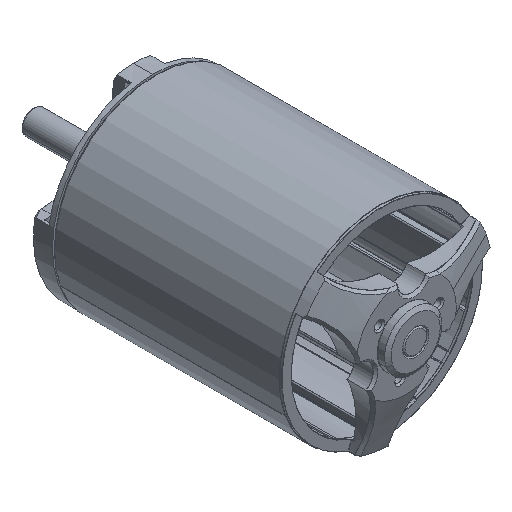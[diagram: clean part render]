
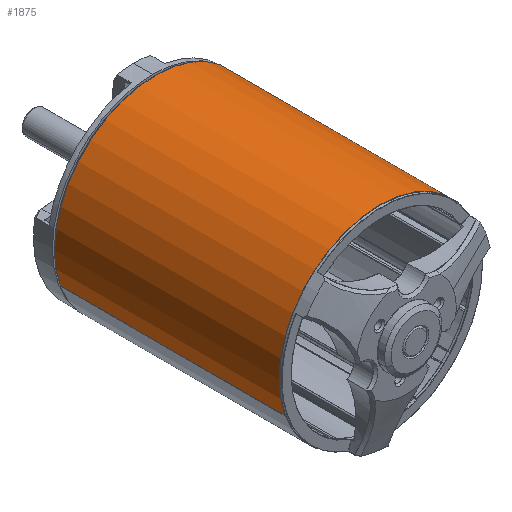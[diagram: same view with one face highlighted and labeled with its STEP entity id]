
A CAD part, isometric view. The second image highlights one B-rep face of the part: STEP entity #1875.
In plain terms, the highlighted cylindrical face has radius 21.1 mm (diameter 42.2 mm), a partial arc.
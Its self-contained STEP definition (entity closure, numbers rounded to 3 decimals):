
#22 = CYLINDRICAL_SURFACE ( 'NONE', #42, 21.1 ) ;
#42 = AXIS2_PLACEMENT_3D ( 'NONE', #14050, #3895, #274 ) ;
#274 = DIRECTION ( 'NONE',  ( 0., 0., 1. ) ) ;
#291 = VECTOR ( 'NONE', #6425, 1000. ) ;
#440 = ORIENTED_EDGE ( 'NONE', *, *, #2578, .F. ) ;
#726 = ORIENTED_EDGE ( 'NONE', *, *, #4759, .T. ) ;
#1397 = CARTESIAN_POINT ( 'NONE',  ( 0., 0., 0. ) ) ;
#1682 = VERTEX_POINT ( 'NONE', #7255 ) ;
#1875 = ADVANCED_FACE ( 'NONE', ( #2892 ), #22, .T. ) ;
#1920 = CARTESIAN_POINT ( 'NONE',  ( 0., -47., -21.1 ) ) ;
#2416 = CARTESIAN_POINT ( 'NONE',  ( 0., -107.18, 21.1 ) ) ;
#2578 = EDGE_CURVE ( 'NONE', #1682, #7836, #8889, .T. ) ;
#2892 = FACE_OUTER_BOUND ( 'NONE', #8831, .T. ) ;
#3770 = DIRECTION ( 'NONE',  ( 0., 0., 1. ) ) ;
#3895 = DIRECTION ( 'NONE',  ( 0., 1., 0. ) ) ;
#4759 = EDGE_CURVE ( 'NONE', #5707, #7836, #8592, .T. ) ;
#5572 = CIRCLE ( 'NONE', #12266, 21.1 ) ;
#5707 = VERTEX_POINT ( 'NONE', #13072 ) ;
#6006 = DIRECTION ( 'NONE',  ( 0., 0., -1. ) ) ;
#6425 = DIRECTION ( 'NONE',  ( 0., 1., 0. ) ) ;
#6781 = ORIENTED_EDGE ( 'NONE', *, *, #13704, .F. ) ;
#7255 = CARTESIAN_POINT ( 'NONE',  ( 0., 0., -21.1 ) ) ;
#7266 = DIRECTION ( 'NONE',  ( 0., 1., 0. ) ) ;
#7382 = VECTOR ( 'NONE', #7266, 1000. ) ;
#7836 = VERTEX_POINT ( 'NONE', #11650 ) ;
#8592 = LINE ( 'NONE', #2416, #7382 ) ;
#8682 = ORIENTED_EDGE ( 'NONE', *, *, #16205, .T. ) ;
#8831 = EDGE_LOOP ( 'NONE', ( #6781, #8682, #726, #440 ) ) ;
#8889 = CIRCLE ( 'NONE', #12954, 21.1 ) ;
#11484 = DIRECTION ( 'NONE',  ( 0., 1., 0. ) ) ;
#11650 = CARTESIAN_POINT ( 'NONE',  ( 0., 0., 21.1 ) ) ;
#11802 = CARTESIAN_POINT ( 'NONE',  ( 0., -107.18, -21.1 ) ) ;
#12266 = AXIS2_PLACEMENT_3D ( 'NONE', #12378, #16291, #6006 ) ;
#12378 = CARTESIAN_POINT ( 'NONE',  ( 0., -47., 0. ) ) ;
#12954 = AXIS2_PLACEMENT_3D ( 'NONE', #1397, #11484, #3770 ) ;
#13072 = CARTESIAN_POINT ( 'NONE',  ( 0., -47., 21.1 ) ) ;
#13704 = EDGE_CURVE ( 'NONE', #15142, #1682, #15543, .T. ) ;
#14050 = CARTESIAN_POINT ( 'NONE',  ( 0., -107.18, 0. ) ) ;
#15142 = VERTEX_POINT ( 'NONE', #1920 ) ;
#15543 = LINE ( 'NONE', #11802, #291 ) ;
#16205 = EDGE_CURVE ( 'NONE', #15142, #5707, #5572, .T. ) ;
#16291 = DIRECTION ( 'NONE',  ( 0., 1., 0. ) ) ;
